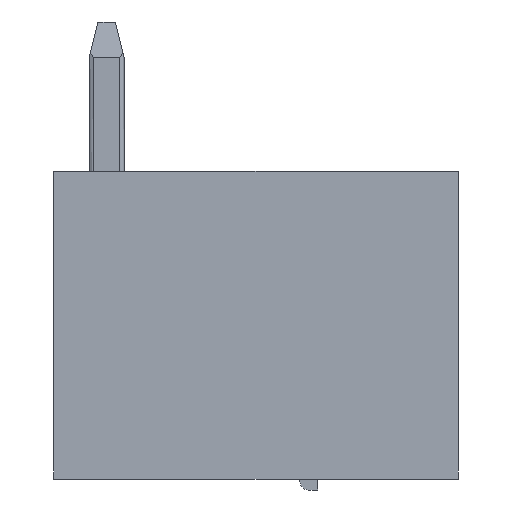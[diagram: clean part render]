
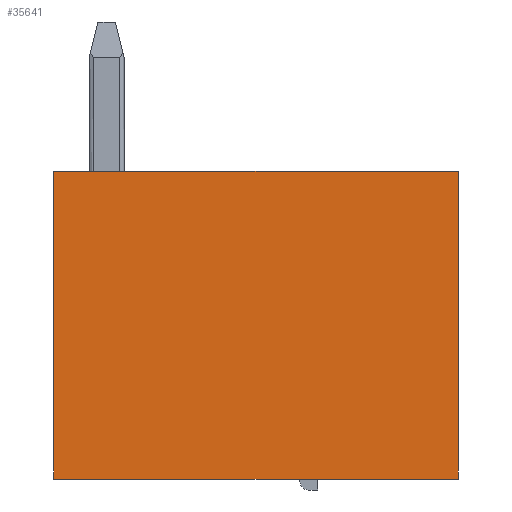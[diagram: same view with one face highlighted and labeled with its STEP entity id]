
A CAD part, front view. The second image highlights one B-rep face of the part: STEP entity #35641.
In plain terms, the highlighted planar face has unit normal (0, -1, 0).
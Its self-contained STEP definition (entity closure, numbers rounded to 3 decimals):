
#74=DIRECTION('',(0.,0.,1.));
#75=VECTOR('',#74,7.);
#76=CARTESIAN_POINT('',(0.,-4.51,-7.));
#77=LINE('',#76,#75);
#1333=DIRECTION('',(0.,0.,1.));
#1334=VECTOR('',#1333,7.);
#1335=CARTESIAN_POINT('',(9.2,-4.51,-7.));
#1336=LINE('',#1335,#1334);
#11188=DIRECTION('',(-1.,0.,0.));
#11189=VECTOR('',#11188,9.2);
#11190=CARTESIAN_POINT('',(9.2,-4.51,0.));
#11191=LINE('',#11190,#11189);
#12079=DIRECTION('',(-1.,0.,0.));
#12080=VECTOR('',#12079,9.2);
#12081=CARTESIAN_POINT('',(9.2,-4.51,-7.));
#12082=LINE('',#12081,#12080);
#15798=CARTESIAN_POINT('',(9.2,-4.51,-7.));
#15799=CARTESIAN_POINT('',(9.2,-4.51,0.));
#15800=VERTEX_POINT('',#15798);
#15801=VERTEX_POINT('',#15799);
#15806=CARTESIAN_POINT('',(0.,-4.51,-7.));
#15807=CARTESIAN_POINT('',(0.,-4.51,0.));
#15808=VERTEX_POINT('',#15806);
#15809=VERTEX_POINT('',#15807);
#35630=CARTESIAN_POINT('',(9.2,-4.51,-7.));
#35631=DIRECTION('',(0.,1.,0.));
#35632=DIRECTION('',(0.,0.,1.));
#35633=AXIS2_PLACEMENT_3D('',#35630,#35631,#35632);
#35634=PLANE('',#35633);
#35635=ORIENTED_EDGE('',*,*,#19290,.F.);
#35636=ORIENTED_EDGE('',*,*,#19118,.T.);
#35637=ORIENTED_EDGE('',*,*,#19155,.T.);
#35638=ORIENTED_EDGE('',*,*,#35158,.F.);
#35639=EDGE_LOOP('',(#35635,#35636,#35637,#35638));
#35640=FACE_OUTER_BOUND('',#35639,.F.);
#35641=ADVANCED_FACE('',(#35640),#35634,.F.);
#19118=EDGE_CURVE('',#15800,#15808,#12082,.T.);
#19155=EDGE_CURVE('',#15808,#15809,#77,.T.);
#19290=EDGE_CURVE('',#15800,#15801,#1336,.T.);
#35158=EDGE_CURVE('',#15801,#15809,#11191,.T.);
